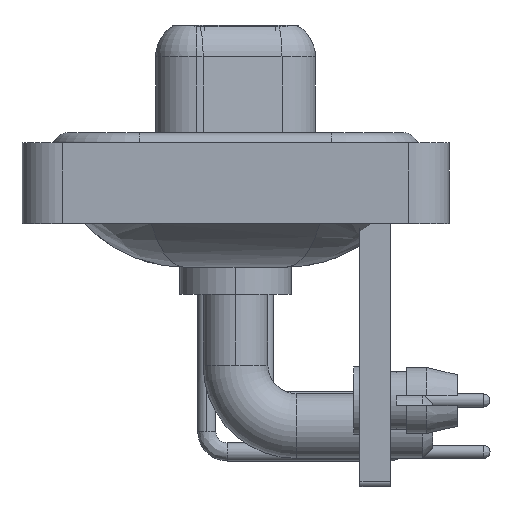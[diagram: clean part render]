
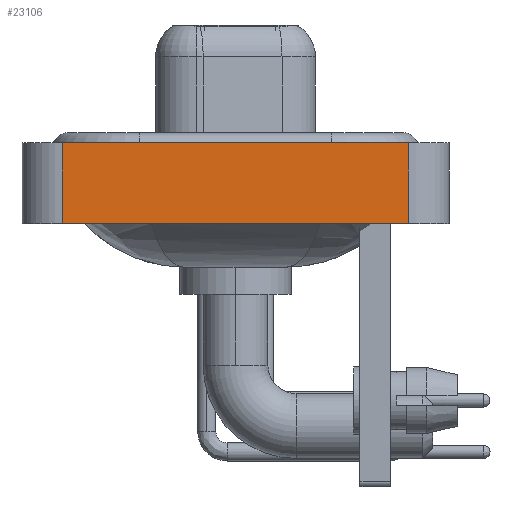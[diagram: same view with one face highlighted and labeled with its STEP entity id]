
A CAD part, left-side view. The second image highlights one B-rep face of the part: STEP entity #23106.
In plain terms, the highlighted planar face has unit normal (-1, 0, 0).
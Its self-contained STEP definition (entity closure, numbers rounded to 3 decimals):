
#742 = VECTOR ( 'NONE', #9037, 1000. ) ;
#3079 = LINE ( 'NONE', #20496, #9455 ) ;
#3424 = EDGE_CURVE ( 'NONE', #4420, #15835, #3079, .T. ) ;
#4420 = VERTEX_POINT ( 'NONE', #13012 ) ;
#5339 = LINE ( 'NONE', #20960, #13705 ) ;
#6764 = AXIS2_PLACEMENT_3D ( 'NONE', #7874, #19417, #13776 ) ;
#6854 = ORIENTED_EDGE ( 'NONE', *, *, #9337, .T. ) ;
#7042 = DIRECTION ( 'NONE',  ( 0., -1., 0. ) ) ;
#7261 = CARTESIAN_POINT ( 'NONE',  ( -7.35, 8.55, -3.6 ) ) ;
#7874 = CARTESIAN_POINT ( 'NONE',  ( -7.35, -8.55, -3.6 ) ) ;
#9037 = DIRECTION ( 'NONE',  ( 0., 0., 1. ) ) ;
#9337 = EDGE_CURVE ( 'NONE', #10750, #20271, #5339, .T. ) ;
#9455 = VECTOR ( 'NONE', #7042, 1000. ) ;
#9602 = CARTESIAN_POINT ( 'NONE',  ( -7.35, -8.55, 0.4 ) ) ;
#10750 = VERTEX_POINT ( 'NONE', #11127 ) ;
#11096 = LINE ( 'NONE', #7261, #742 ) ;
#11127 = CARTESIAN_POINT ( 'NONE',  ( -7.35, 8.55, -3.6 ) ) ;
#13012 = CARTESIAN_POINT ( 'NONE',  ( -7.35, 8.55, 0.4 ) ) ;
#13705 = VECTOR ( 'NONE', #16961, 1000. ) ;
#13776 = DIRECTION ( 'NONE',  ( 0., 0., 1. ) ) ;
#14294 = ORIENTED_EDGE ( 'NONE', *, *, #24808, .F. ) ;
#15556 = PLANE ( 'NONE',  #6764 ) ;
#15765 = EDGE_LOOP ( 'NONE', ( #18825, #21701, #14294, #6854 ) ) ;
#15835 = VERTEX_POINT ( 'NONE', #9602 ) ;
#16561 = VECTOR ( 'NONE', #24927, 1000. ) ;
#16865 = EDGE_CURVE ( 'NONE', #20271, #15835, #20947, .T. ) ;
#16961 = DIRECTION ( 'NONE',  ( 0., -1., 0. ) ) ;
#17084 = CARTESIAN_POINT ( 'NONE',  ( -7.35, -8.55, -3.6 ) ) ;
#18825 = ORIENTED_EDGE ( 'NONE', *, *, #16865, .T. ) ;
#19417 = DIRECTION ( 'NONE',  ( -1., 0., 0. ) ) ;
#20271 = VERTEX_POINT ( 'NONE', #22948 ) ;
#20496 = CARTESIAN_POINT ( 'NONE',  ( -7.35, -8.55, 0.4 ) ) ;
#20947 = LINE ( 'NONE', #17084, #16561 ) ;
#20960 = CARTESIAN_POINT ( 'NONE',  ( -7.35, -8.55, -3.6 ) ) ;
#21701 = ORIENTED_EDGE ( 'NONE', *, *, #3424, .F. ) ;
#21724 = FACE_OUTER_BOUND ( 'NONE', #15765, .T. ) ;
#22948 = CARTESIAN_POINT ( 'NONE',  ( -7.35, -8.55, -3.6 ) ) ;
#23106 = ADVANCED_FACE ( 'NONE', ( #21724 ), #15556, .T. ) ;
#24808 = EDGE_CURVE ( 'NONE', #10750, #4420, #11096, .T. ) ;
#24927 = DIRECTION ( 'NONE',  ( 0., 0., 1. ) ) ;
